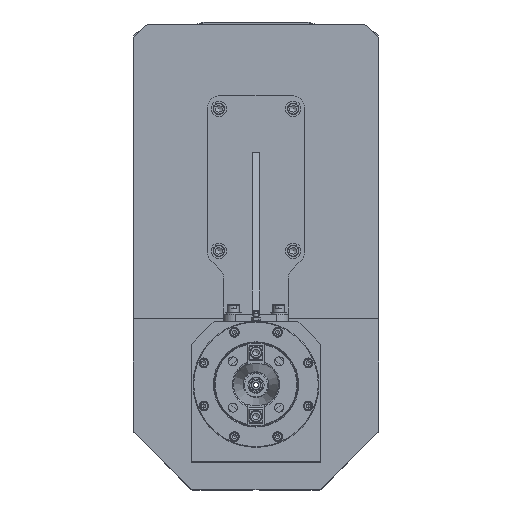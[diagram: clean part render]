
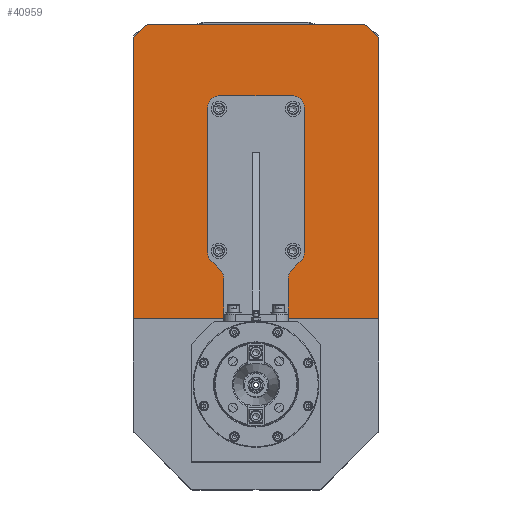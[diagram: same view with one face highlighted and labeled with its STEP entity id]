
A CAD part, top view. The second image highlights one B-rep face of the part: STEP entity #40959.
In plain terms, the highlighted planar face has unit normal (0, 0, 1).
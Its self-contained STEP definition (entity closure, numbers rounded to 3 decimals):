
#3043=LINE('',#68926,#5790);
#3046=LINE('',#68936,#5793);
#3053=LINE('',#68949,#5800);
#3055=LINE('',#68953,#5802);
#3056=LINE('',#68966,#5803);
#3057=LINE('',#68970,#5804);
#3058=LINE('',#68973,#5805);
#3059=LINE('',#68978,#5806);
#5790=VECTOR('',#55611,1000.);
#5793=VECTOR('',#55620,1000.);
#5800=VECTOR('',#55633,1000.);
#5802=VECTOR('',#55637,1000.);
#5803=VECTOR('',#55650,1000.);
#5804=VECTOR('',#55653,1000.);
#5805=VECTOR('',#55656,1000.);
#5806=VECTOR('',#55661,1000.);
#7903=PLANE('',#48506);
#12762=ORIENTED_EDGE('',*,*,#21644,.T.);
#12763=ORIENTED_EDGE('',*,*,#21645,.T.);
#12764=ORIENTED_EDGE('',*,*,#21646,.T.);
#12765=ORIENTED_EDGE('',*,*,#21647,.T.);
#12766=ORIENTED_EDGE('',*,*,#21648,.F.);
#12767=ORIENTED_EDGE('',*,*,#21649,.F.);
#12768=ORIENTED_EDGE('',*,*,#21650,.F.);
#12769=ORIENTED_EDGE('',*,*,#21651,.F.);
#12770=ORIENTED_EDGE('',*,*,#21633,.T.);
#12771=ORIENTED_EDGE('',*,*,#21652,.T.);
#12772=ORIENTED_EDGE('',*,*,#21653,.T.);
#12773=ORIENTED_EDGE('',*,*,#21654,.T.);
#12774=ORIENTED_EDGE('',*,*,#21628,.T.);
#12775=ORIENTED_EDGE('',*,*,#21655,.T.);
#12776=ORIENTED_EDGE('',*,*,#21656,.T.);
#12777=ORIENTED_EDGE('',*,*,#21657,.T.);
#12778=ORIENTED_EDGE('',*,*,#21641,.T.);
#12779=ORIENTED_EDGE('',*,*,#21643,.T.);
#21628=EDGE_CURVE('',#27892,#27891,#3043,.T.);
#21633=EDGE_CURVE('',#27896,#27895,#3046,.T.);
#21641=EDGE_CURVE('',#27899,#27898,#3053,.T.);
#21643=EDGE_CURVE('',#27898,#27896,#3055,.T.);
#21644=EDGE_CURVE('',#27900,#27900,#32300,.T.);
#21645=EDGE_CURVE('',#27901,#27901,#32301,.T.);
#21646=EDGE_CURVE('',#27902,#27902,#32302,.T.);
#21647=EDGE_CURVE('',#27903,#27903,#32303,.T.);
#21648=EDGE_CURVE('',#27904,#27905,#32304,.T.);
#21649=EDGE_CURVE('',#27906,#27904,#3056,.T.);
#21650=EDGE_CURVE('',#27907,#27906,#32305,.T.);
#21651=EDGE_CURVE('',#27905,#27907,#3057,.T.);
#21652=EDGE_CURVE('',#27895,#27908,#32306,.T.);
#21653=EDGE_CURVE('',#27908,#27909,#3058,.F.);
#21654=EDGE_CURVE('',#27909,#27892,#32307,.T.);
#21655=EDGE_CURVE('',#27891,#27910,#32308,.T.);
#21656=EDGE_CURVE('',#27910,#27911,#3059,.F.);
#21657=EDGE_CURVE('',#27911,#27899,#32309,.T.);
#27891=VERTEX_POINT('',#68925);
#27892=VERTEX_POINT('',#68927);
#27895=VERTEX_POINT('',#68935);
#27896=VERTEX_POINT('',#68937);
#27898=VERTEX_POINT('',#68948);
#27899=VERTEX_POINT('',#68950);
#27900=VERTEX_POINT('',#68956);
#27901=VERTEX_POINT('',#68958);
#27902=VERTEX_POINT('',#68960);
#27903=VERTEX_POINT('',#68962);
#27904=VERTEX_POINT('',#68964);
#27905=VERTEX_POINT('',#68965);
#27906=VERTEX_POINT('',#68967);
#27907=VERTEX_POINT('',#68969);
#27908=VERTEX_POINT('',#68972);
#27909=VERTEX_POINT('',#68974);
#27910=VERTEX_POINT('',#68977);
#27911=VERTEX_POINT('',#68979);
#32300=CIRCLE('',#48507,5.053);
#32301=CIRCLE('',#48508,5.053);
#32302=CIRCLE('',#48509,5.053);
#32303=CIRCLE('',#48510,5.053);
#32304=CIRCLE('',#48511,57.5);
#32305=CIRCLE('',#48512,57.5);
#32306=CIRCLE('',#48513,5.);
#32307=CIRCLE('',#48514,5.);
#32308=CIRCLE('',#48515,5.);
#32309=CIRCLE('',#48516,5.);
#34893=EDGE_LOOP('',(#12762));
#34894=EDGE_LOOP('',(#12763));
#34895=EDGE_LOOP('',(#12764));
#34896=EDGE_LOOP('',(#12765));
#34897=EDGE_LOOP('',(#12766,#12767,#12768,#12769));
#34898=EDGE_LOOP('',(#12770,#12771,#12772,#12773,#12774,#12775,#12776,#12777,
#12778,#12779));
#37877=FACE_BOUND('',#34893,.T.);
#37878=FACE_BOUND('',#34894,.T.);
#37879=FACE_BOUND('',#34895,.T.);
#37880=FACE_BOUND('',#34896,.T.);
#37881=FACE_BOUND('',#34897,.T.);
#37882=FACE_BOUND('',#34898,.T.);
#40959=ADVANCED_FACE('',(#37877,#37878,#37879,#37880,#37881,#37882),#7903,
 .T.);
#48506=AXIS2_PLACEMENT_3D('',#68954,#55638,#55639);
#48507=AXIS2_PLACEMENT_3D('',#68955,#55640,#55641);
#48508=AXIS2_PLACEMENT_3D('',#68957,#55642,#55643);
#48509=AXIS2_PLACEMENT_3D('',#68959,#55644,#55645);
#48510=AXIS2_PLACEMENT_3D('',#68961,#55646,#55647);
#48511=AXIS2_PLACEMENT_3D('',#68963,#55648,#55649);
#48512=AXIS2_PLACEMENT_3D('',#68968,#55651,#55652);
#48513=AXIS2_PLACEMENT_3D('',#68971,#55654,#55655);
#48514=AXIS2_PLACEMENT_3D('',#68975,#55657,#55658);
#48515=AXIS2_PLACEMENT_3D('',#68976,#55659,#55660);
#48516=AXIS2_PLACEMENT_3D('',#68980,#55662,#55663);
#55611=DIRECTION('',(-1.,0.,0.));
#55620=DIRECTION('',(0.,1.,0.));
#55633=DIRECTION('',(0.,-1.,0.));
#55637=DIRECTION('',(1.,0.,0.));
#55638=DIRECTION('',(0.,0.,1.));
#55639=DIRECTION('',(0.,-1.,0.));
#55640=DIRECTION('',(0.,0.,-1.));
#55641=DIRECTION('',(0.,-1.,0.));
#55642=DIRECTION('',(0.,0.,-1.));
#55643=DIRECTION('',(0.,-1.,0.));
#55644=DIRECTION('',(0.,0.,-1.));
#55645=DIRECTION('',(0.,-1.,0.));
#55646=DIRECTION('',(0.,0.,-1.));
#55647=DIRECTION('',(0.,-1.,0.));
#55648=DIRECTION('',(0.,0.,1.));
#55649=DIRECTION('',(1.,0.,0.));
#55650=DIRECTION('',(0.,1.,0.));
#55651=DIRECTION('',(0.,0.,1.));
#55652=DIRECTION('',(-1.,0.,0.));
#55653=DIRECTION('',(0.,-1.,0.));
#55654=DIRECTION('',(0.,0.,1.));
#55655=DIRECTION('',(0.,-1.,0.));
#55656=DIRECTION('',(0.707,-0.707,0.));
#55657=DIRECTION('',(0.,0.,1.));
#55658=DIRECTION('',(0.,-1.,0.));
#55659=DIRECTION('',(0.,0.,1.));
#55660=DIRECTION('',(0.,-1.,0.));
#55661=DIRECTION('',(0.707,0.707,0.));
#55662=DIRECTION('',(0.,0.,1.));
#55663=DIRECTION('',(0.,-1.,0.));
#68925=CARTESIAN_POINT('',(-167.929,557.5,-425.));
#68926=CARTESIAN_POINT('',(190.,557.5,-425.));
#68927=CARTESIAN_POINT('',(167.929,557.5,-425.));
#68935=CARTESIAN_POINT('',(190.,535.429,-425.));
#68936=CARTESIAN_POINT('',(190.,102.5,-425.));
#68937=CARTESIAN_POINT('',(190.,102.5,-425.));
#68948=CARTESIAN_POINT('',(-190.,102.5,-425.));
#68949=CARTESIAN_POINT('',(-190.,557.5,-425.));
#68950=CARTESIAN_POINT('',(-190.,535.429,-425.));
#68953=CARTESIAN_POINT('',(-190.,102.5,-425.));
#68954=CARTESIAN_POINT('',(0.,0.,-425.));
#68955=CARTESIAN_POINT('',(57.5,427.5,-425.));
#68956=CARTESIAN_POINT('',(57.5,422.447,-425.));
#68957=CARTESIAN_POINT('',(57.5,207.5,-425.));
#68958=CARTESIAN_POINT('',(57.5,202.447,-425.));
#68959=CARTESIAN_POINT('',(-57.5,207.5,-425.));
#68960=CARTESIAN_POINT('',(-57.5,202.447,-425.));
#68961=CARTESIAN_POINT('',(-57.5,427.5,-425.));
#68962=CARTESIAN_POINT('',(-57.5,422.447,-425.));
#68963=CARTESIAN_POINT('',(0.,370.,-425.));
#68964=CARTESIAN_POINT('',(57.5,370.,-425.));
#68965=CARTESIAN_POINT('',(-57.5,370.,-425.));
#68966=CARTESIAN_POINT('',(57.5,265.,-425.));
#68967=CARTESIAN_POINT('',(57.5,265.,-425.));
#68968=CARTESIAN_POINT('',(0.,265.,-425.));
#68969=CARTESIAN_POINT('',(-57.5,265.,-425.));
#68970=CARTESIAN_POINT('',(-57.5,370.,-425.));
#68971=CARTESIAN_POINT('',(185.,535.429,-425.));
#68972=CARTESIAN_POINT('',(188.536,538.964,-425.));
#68973=CARTESIAN_POINT('',(363.75,363.75,-425.));
#68974=CARTESIAN_POINT('',(171.464,556.036,-425.));
#68975=CARTESIAN_POINT('',(167.929,552.5,-425.));
#68976=CARTESIAN_POINT('',(-167.929,552.5,-425.));
#68977=CARTESIAN_POINT('',(-171.464,556.036,-425.));
#68978=CARTESIAN_POINT('',(-363.75,363.75,-425.));
#68979=CARTESIAN_POINT('',(-188.536,538.964,-425.));
#68980=CARTESIAN_POINT('',(-185.,535.429,-425.));
